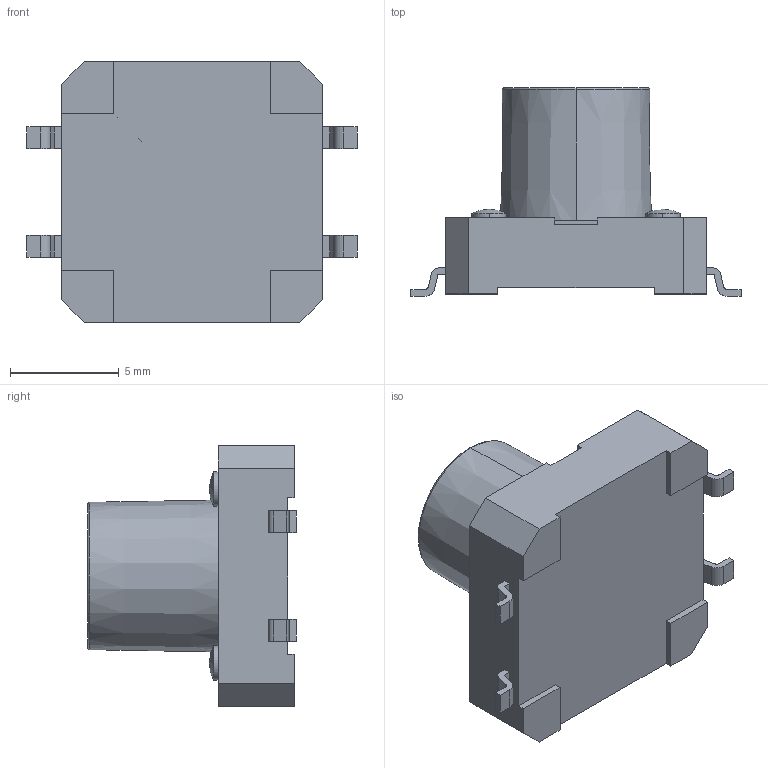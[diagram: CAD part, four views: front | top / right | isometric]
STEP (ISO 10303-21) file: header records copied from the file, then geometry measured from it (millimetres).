
FILE_DESCRIPTION (( 'STEP AP214' ), '1' );
FILE_NAME ('CUI_DEVICES_TS16-1212-95-BK-160-SMT-TR.step', '2024-04-17T15:12:51', ( '' ), ( '' ), 'SwSTEP 2.0', 'SolidWorks 2024', '' );
FILE_SCHEMA (( 'AUTOMOTIVE_DESIGN' ));
Length unit declared in the file: inch
Products named in the file (1): CUI_DEVICES_TS16-1212-95-BK-160-SMT-TR
Bounding box: 15.2 x 9.6 x 12 mm (x, y, z)
Volume: 678.9 mm3; surface area: 754.8 mm2
Topology: 6 solids, 6 shells, 135 faces, 364 edges, 242 vertices
Faces by surface type: plane 89, cylinder 38, sphere 4, cone 2, torus 2
Entity records: 4236 total; most frequent: CARTESIAN_POINT 722, DIRECTION 708, ORIENTED_EDGE 704, EDGE_CURVE 352, LINE 268, VECTOR 268, VERTEX_POINT 234, AXIS2_PLACEMENT_3D 220
